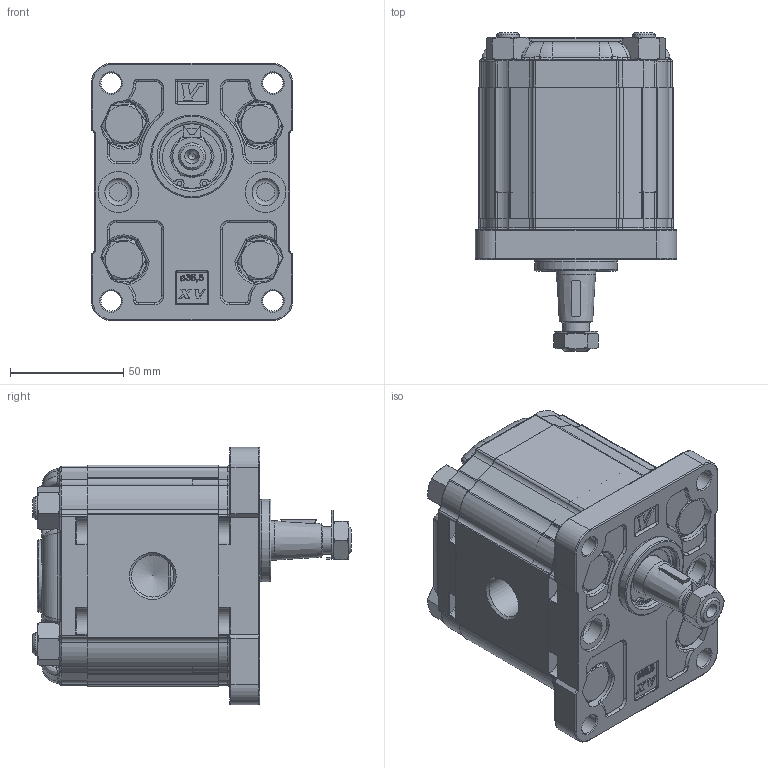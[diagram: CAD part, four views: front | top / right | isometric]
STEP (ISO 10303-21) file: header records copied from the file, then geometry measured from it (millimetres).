
FILE_DESCRIPTION( ( 'Unknown' ), '1' );
FILE_NAME( 'X2M4701EBBE.stp', 'Unknown', ( 'Unknown' ), ( 'Unknown' ), 'PSStep 14.0', 'Unknown', ' ' );
FILE_SCHEMA( ( 'AUTOMOTIVE_DESIGN { 1 0 10303 214 1 1 1 1 }' ) );
Length unit declared in the file: millimetre
Products named in the file (5): Assem1; X2M01; 2E; X2BBH58; XM201-E
Bounding box: 89 x 140.65 x 113.7 mm (x, y, z)
Surface area: 204987.3 mm2
Topology: 8 solids, 10 shells, 2750 faces, 6996 edges, 4404 vertices
Faces by surface type: plane 1102, cylinder 772, torus 338, extrusion 204, cone 192, bspline 134, sphere 8
Full cylindrical faces by diameter (mm): 2 x4, 9 x8, 10 x8, 11.445 x2, 12 x8, 12.5 x2, 16 x8, 17.42 x2, 18 x6, 18.631 x2, 19 x2, 20.595 x2, 23.332 x2, 25.834 x2, 28.5 x2, 28.56 x2, 28.57 x2, 28.8 x2, 30.5 x2, 36.5 x2
Entity records: 59105 total; most frequent: CARTESIAN_POINT 15696, ORIENTED_EDGE 6750, DIRECTION 6577, EDGE_CURVE 3375, AXIS2_PLACEMENT_3D 2391, VERTEX_POINT 2169, VECTOR 1795, LINE 1693
